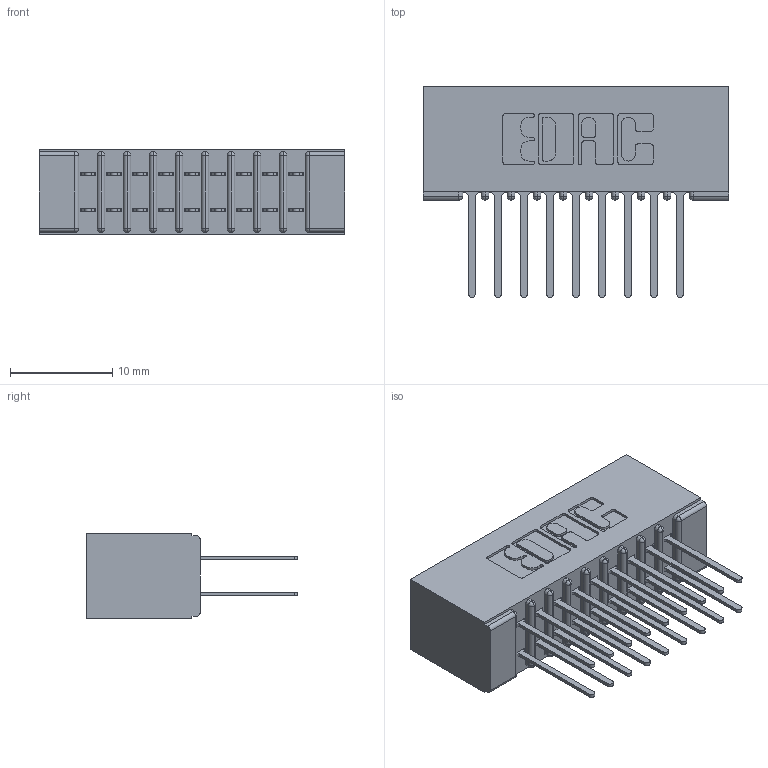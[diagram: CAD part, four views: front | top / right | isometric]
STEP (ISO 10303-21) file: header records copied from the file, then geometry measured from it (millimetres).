
FILE_DESCRIPTION (( 'STEP AP203' ), '1' );
FILE_NAME ('391-018-522-201.STEP', '2018-08-08T18:23:51', ( '' ), ( '' ), 'SwSTEP 2.0', 'SolidWorks 2016', '' );
FILE_SCHEMA (( 'CONFIG_CONTROL_DESIGN' ));
Length unit declared in the file: inch
Products named in the file (3): 341 Part_No Mounting Lugs; 341-292-001_341-292-122; 391-018-522-201
Assembly tree (19 placements, depth 2):
  391-018-522-201
    341 Part_No Mounting Lugs
    341-292-001_341-292-122  x18
Bounding box: 29.84 x 20.62 x 8.38 mm (x, y, z)
Volume: 1888.1 mm3; surface area: 3961.8 mm2
Topology: 19 solids, 19 shells, 1296 faces, 3739 edges, 2422 vertices
Faces by surface type: plane 784, cylinder 476, sphere 20, torus 16
Entity records: 15010 total; most frequent: CARTESIAN_POINT 2495, ORIENTED_EDGE 2474, DIRECTION 2443, EDGE_CURVE 1237, LINE 967, VECTOR 967, VERTEX_POINT 790, AXIS2_PLACEMENT_3D 738
